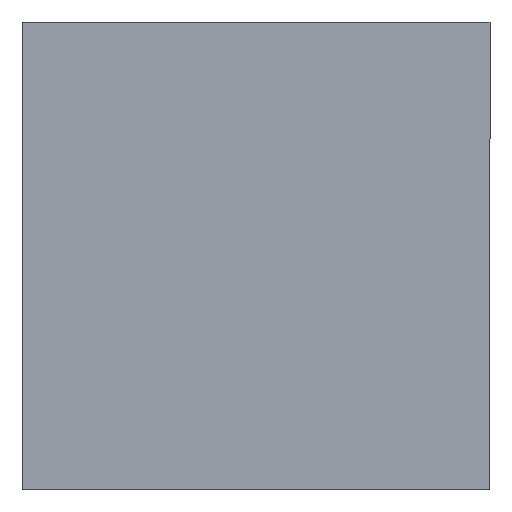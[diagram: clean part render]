
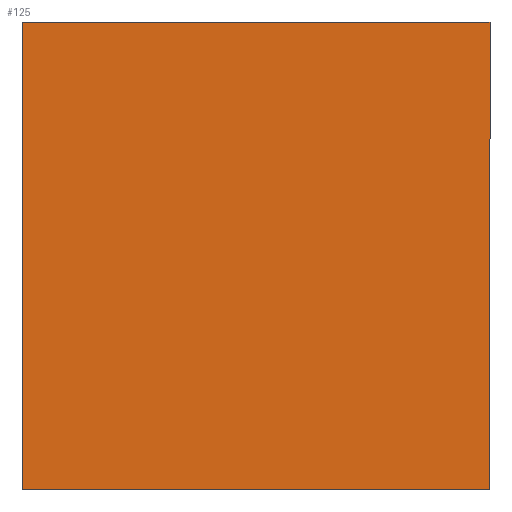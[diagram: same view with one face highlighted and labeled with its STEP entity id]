
A CAD part, front view. The second image highlights one B-rep face of the part: STEP entity #125.
In plain terms, the highlighted planar face has unit normal (0, -1, 0).
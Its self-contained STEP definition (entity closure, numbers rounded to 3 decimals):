
#1 = ORIENTED_EDGE ( 'NONE', *, *, #166, .F. ) ;
#14 = CARTESIAN_POINT ( 'NONE',  ( -2.284, 0., -2.9 ) ) ;
#40 = DIRECTION ( 'NONE',  ( 0., 1., 0. ) ) ;
#45 = DIRECTION ( 'NONE',  ( 0., 0., 1. ) ) ;
#52 = AXIS2_PLACEMENT_3D ( 'NONE', #194, #40, #289 ) ;
#65 = EDGE_LOOP ( 'NONE', ( #1, #104, #309, #98 ) ) ;
#70 = VECTOR ( 'NONE', #130, 1000. ) ;
#78 = DIRECTION ( 'NONE',  ( 1., 0., 0. ) ) ;
#83 = LINE ( 'NONE', #133, #357 ) ;
#87 = CARTESIAN_POINT ( 'NONE',  ( 3.716, 0., 3.1 ) ) ;
#98 = ORIENTED_EDGE ( 'NONE', *, *, #115, .F. ) ;
#104 = ORIENTED_EDGE ( 'NONE', *, *, #190, .F. ) ;
#109 = CARTESIAN_POINT ( 'NONE',  ( -2.284, 0., 3.1 ) ) ;
#115 = EDGE_CURVE ( 'NONE', #370, #244, #291, .T. ) ;
#118 = CARTESIAN_POINT ( 'NONE',  ( -2.284, 0., 3.1 ) ) ;
#122 = VERTEX_POINT ( 'NONE', #263 ) ;
#125 = ADVANCED_FACE ( 'NONE', ( #126 ), #349, .F. ) ;
#126 = FACE_OUTER_BOUND ( 'NONE', #65, .T. ) ;
#130 = DIRECTION ( 'NONE',  ( -1., 0., 0. ) ) ;
#133 = CARTESIAN_POINT ( 'NONE',  ( -2.284, 0., -2.9 ) ) ;
#159 = LINE ( 'NONE', #14, #70 ) ;
#166 = EDGE_CURVE ( 'NONE', #122, #370, #83, .T. ) ;
#171 = VECTOR ( 'NONE', #305, 1000. ) ;
#179 = LINE ( 'NONE', #209, #171 ) ;
#190 = EDGE_CURVE ( 'NONE', #339, #122, #159, .T. ) ;
#194 = CARTESIAN_POINT ( 'NONE',  ( 0., 0., 0. ) ) ;
#209 = CARTESIAN_POINT ( 'NONE',  ( 3.716, 0., -2.9 ) ) ;
#228 = VECTOR ( 'NONE', #78, 1000. ) ;
#244 = VERTEX_POINT ( 'NONE', #87 ) ;
#263 = CARTESIAN_POINT ( 'NONE',  ( -2.284, 0., -2.9 ) ) ;
#289 = DIRECTION ( 'NONE',  ( 0., 0., 1. ) ) ;
#291 = LINE ( 'NONE', #109, #228 ) ;
#305 = DIRECTION ( 'NONE',  ( 0., 0., -1. ) ) ;
#309 = ORIENTED_EDGE ( 'NONE', *, *, #340, .F. ) ;
#339 = VERTEX_POINT ( 'NONE', #367 ) ;
#340 = EDGE_CURVE ( 'NONE', #244, #339, #179, .T. ) ;
#349 = PLANE ( 'NONE',  #52 ) ;
#357 = VECTOR ( 'NONE', #45, 1000. ) ;
#367 = CARTESIAN_POINT ( 'NONE',  ( 3.716, 0., -2.9 ) ) ;
#370 = VERTEX_POINT ( 'NONE', #118 ) ;
